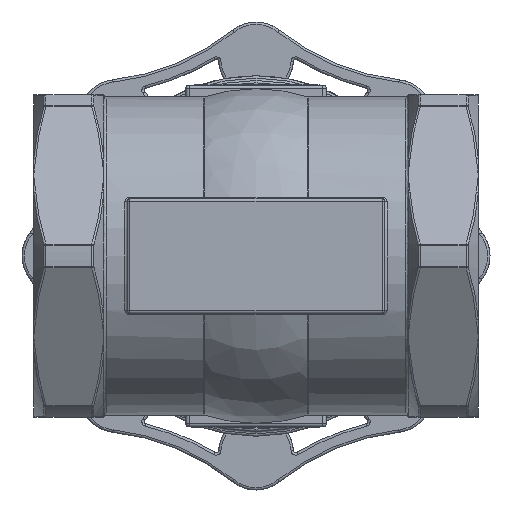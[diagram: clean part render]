
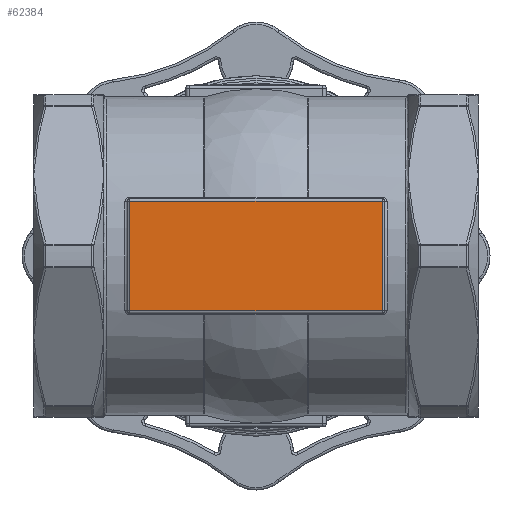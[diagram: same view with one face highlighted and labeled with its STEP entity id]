
A CAD part, front view. The second image highlights one B-rep face of the part: STEP entity #62384.
In plain terms, the highlighted planar face has unit normal (0, -1, 0).
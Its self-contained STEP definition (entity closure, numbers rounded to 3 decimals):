
#7398 = ORIENTED_EDGE ( 'NONE', *, *, #33603, .T. ) ;
#7399 = ORIENTED_EDGE ( 'NONE', *, *, #33605, .T. ) ;
#7400 = ORIENTED_EDGE ( 'NONE', *, *, #33607, .T. ) ;
#7401 = ORIENTED_EDGE ( 'NONE', *, *, #33608, .T. ) ;
#25610 = AXIS2_PLACEMENT_3D ( 'NONE', #34265, #34266, #34267 ) ;
#26234 = LINE ( 'NONE', #26258, #35182 ) ;
#26254 = LINE ( 'NONE', #26256, #35188 ) ;
#26256 = CARTESIAN_POINT ( 'NONE',  ( -27.5, -37., 11.75 ) ) ;
#26257 = DIRECTION ( 'NONE',  ( -1., 0., 0. ) ) ;
#26258 = CARTESIAN_POINT ( 'NONE',  ( -27., -37., -12.25 ) ) ;
#26261 = DIRECTION ( 'NONE',  ( 0., 0., -1. ) ) ;
#26262 = LINE ( 'NONE', #26265, #35190 ) ;
#26265 = CARTESIAN_POINT ( 'NONE',  ( 27.5, -37., -11.75 ) ) ;
#26267 = DIRECTION ( 'NONE',  ( 1., 0., 0. ) ) ;
#26268 = LINE ( 'NONE', #26270, #35191 ) ;
#26270 = CARTESIAN_POINT ( 'NONE',  ( 27., -37., 12.25 ) ) ;
#26271 = DIRECTION ( 'NONE',  ( 0., 0., 1. ) ) ;
#33603 = EDGE_CURVE ( 'NONE', #67385, #67383, #26254, .T. ) ;
#33605 = EDGE_CURVE ( 'NONE', #67383, #67396, #26234, .T. ) ;
#33607 = EDGE_CURVE ( 'NONE', #67396, #67397, #26262, .T. ) ;
#33608 = EDGE_CURVE ( 'NONE', #67397, #67385, #26268, .T. ) ;
#34240 = PLANE ( 'NONE',  #25610 ) ;
#34255 = FACE_OUTER_BOUND ( 'NONE', #69159, .T. ) ;
#34265 = CARTESIAN_POINT ( 'NONE',  ( -27.5, -37., -12.25 ) ) ;
#34266 = DIRECTION ( 'NONE',  ( 0., -1., 0. ) ) ;
#34267 = DIRECTION ( 'NONE',  ( 0., 0., -1. ) ) ;
#35182 = VECTOR ( 'NONE', #26261, 1000. ) ;
#35188 = VECTOR ( 'NONE', #26257, 1000. ) ;
#35190 = VECTOR ( 'NONE', #26267, 1000. ) ;
#35191 = VECTOR ( 'NONE', #26271, 1000. ) ;
#45675 = CARTESIAN_POINT ( 'NONE',  ( -27., -37., 11.75 ) ) ;
#45677 = CARTESIAN_POINT ( 'NONE',  ( 27., -37., 11.75 ) ) ;
#45687 = CARTESIAN_POINT ( 'NONE',  ( -27., -37., -11.75 ) ) ;
#45689 = CARTESIAN_POINT ( 'NONE',  ( 27., -37., -11.75 ) ) ;
#62384 = ADVANCED_FACE ( 'NONE', ( #34255 ), #34240, .T. ) ;
#67383 = VERTEX_POINT ( 'NONE', #45675 ) ;
#67385 = VERTEX_POINT ( 'NONE', #45677 ) ;
#67396 = VERTEX_POINT ( 'NONE', #45687 ) ;
#67397 = VERTEX_POINT ( 'NONE', #45689 ) ;
#69159 = EDGE_LOOP ( 'NONE', ( #7398, #7399, #7400, #7401 ) ) ;
